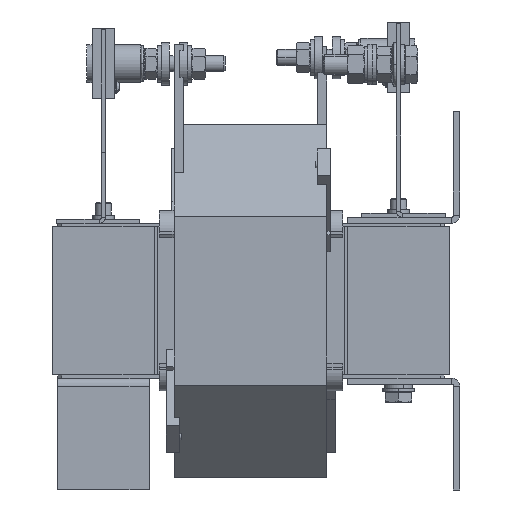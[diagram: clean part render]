
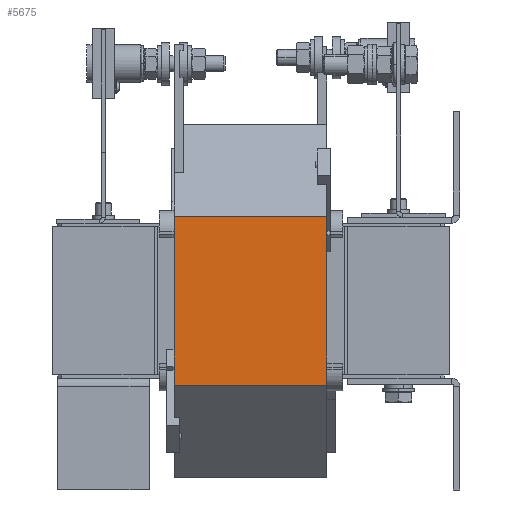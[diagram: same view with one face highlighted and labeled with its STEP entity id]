
A CAD part, left-side view. The second image highlights one B-rep face of the part: STEP entity #5675.
In plain terms, the highlighted planar face has unit normal (-1, 0, 0).
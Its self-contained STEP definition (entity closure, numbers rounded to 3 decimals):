
#1294 = FACE_OUTER_BOUND ( 'NONE', #42926, .T. ) ;
#4445 = AXIS2_PLACEMENT_3D ( 'NONE', #17705, #37173, #40429 ) ;
#5177 = ORIENTED_EDGE ( 'NONE', *, *, #17709, .T. ) ;
#5675 = ADVANCED_FACE ( 'Defeature ausgef�hrt2_220', ( #1294 ), #45071, .T. ) ;
#6084 = LINE ( 'NONE', #22562, #47655 ) ;
#6913 = CARTESIAN_POINT ( 'NONE',  ( -235.5, 35.25, 41.5 ) ) ;
#7404 = CARTESIAN_POINT ( 'NONE',  ( -235.5, 110.25, 41.5 ) ) ;
#9175 = LINE ( 'NONE', #6913, #44031 ) ;
#10409 = CARTESIAN_POINT ( 'NONE',  ( -235.5, 35.25, 41.5 ) ) ;
#10626 = DIRECTION ( 'NONE',  ( 0., 1., 0. ) ) ;
#12397 = VERTEX_POINT ( 'NONE', #24250 ) ;
#14795 = LINE ( 'NONE', #17496, #48408 ) ;
#15611 = DIRECTION ( 'NONE',  ( 0., 0., 1. ) ) ;
#17496 = CARTESIAN_POINT ( 'NONE',  ( -235.5, 35.25, 41.5 ) ) ;
#17705 = CARTESIAN_POINT ( 'NONE',  ( -235.5, 35.25, 41.5 ) ) ;
#17709 = EDGE_CURVE ( 'Defeature ausgef�hrt2_220+Defeature ausgef�hrt2_211+Defeature ausgef�hrt2_221+Defeature ausgef�hrt2_219', #30228, #31597, #9175, .T. ) ;
#20515 = ORIENTED_EDGE ( 'NONE', *, *, #23110, .F. ) ;
#22562 = CARTESIAN_POINT ( 'NONE',  ( -235.5, 35.25, -41.5 ) ) ;
#22996 = CARTESIAN_POINT ( 'NONE',  ( -235.5, 110.25, 41.5 ) ) ;
#23110 = EDGE_CURVE ( 'Defeature ausgef�hrt2_221+Defeature ausgef�hrt2_220+Defeature ausgef�hrt2_211+Defeature ausgef�hrt2_212', #30228, #12397, #6084, .T. ) ;
#24250 = CARTESIAN_POINT ( 'NONE',  ( -235.5, 110.25, -41.5 ) ) ;
#25906 = CARTESIAN_POINT ( 'NONE',  ( -235.5, 35.25, -41.5 ) ) ;
#27609 = VERTEX_POINT ( 'NONE', #22996 ) ;
#30228 = VERTEX_POINT ( 'NONE', #25906 ) ;
#31597 = VERTEX_POINT ( 'NONE', #10409 ) ;
#35718 = VECTOR ( 'NONE', #15611, 1000. ) ;
#36942 = EDGE_CURVE ( 'Defeature ausgef�hrt2_212+Defeature ausgef�hrt2_220+Defeature ausgef�hrt2_221+Defeature ausgef�hrt2_219', #12397, #27609, #47969, .T. ) ;
#37173 = DIRECTION ( 'NONE',  ( -1., 0., 0. ) ) ;
#37545 = ORIENTED_EDGE ( 'NONE', *, *, #36942, .F. ) ;
#40013 = ORIENTED_EDGE ( 'NONE', *, *, #40615, .T. ) ;
#40378 = DIRECTION ( 'NONE',  ( 0., 1., 0. ) ) ;
#40429 = DIRECTION ( 'NONE',  ( 0., 0., 1. ) ) ;
#40615 = EDGE_CURVE ( 'Defeature ausgef�hrt2_220+Defeature ausgef�hrt2_219+Defeature ausgef�hrt2_211+Defeature ausgef�hrt2_212', #31597, #27609, #14795, .T. ) ;
#42926 = EDGE_LOOP ( 'NONE', ( #40013, #37545, #20515, #5177 ) ) ;
#44031 = VECTOR ( 'NONE', #45036, 1000. ) ;
#45036 = DIRECTION ( 'NONE',  ( 0., 0., 1. ) ) ;
#45071 = PLANE ( 'NONE',  #4445 ) ;
#47655 = VECTOR ( 'NONE', #10626, 1000. ) ;
#47969 = LINE ( 'NONE', #7404, #35718 ) ;
#48408 = VECTOR ( 'NONE', #40378, 1000. ) ;
